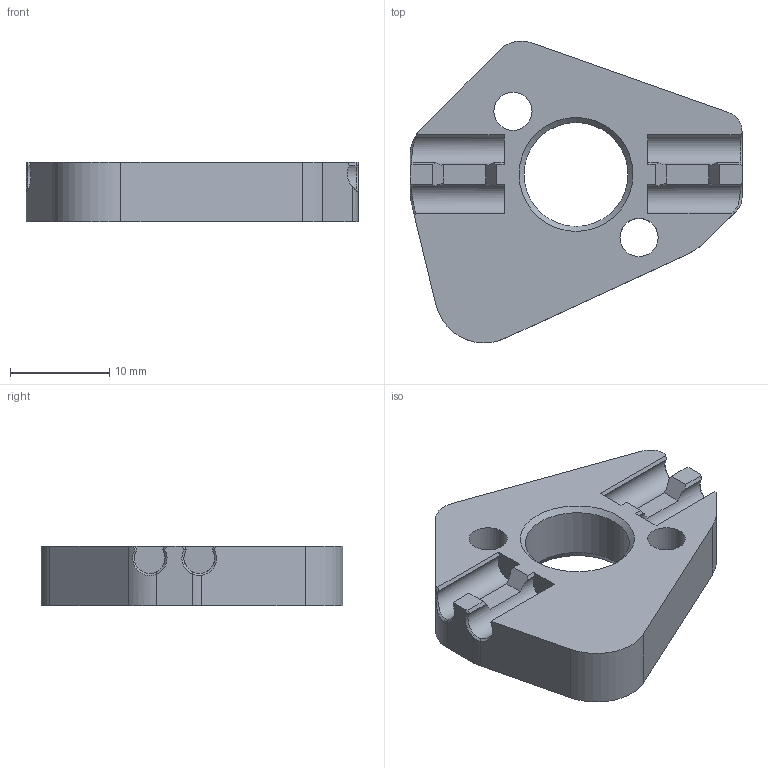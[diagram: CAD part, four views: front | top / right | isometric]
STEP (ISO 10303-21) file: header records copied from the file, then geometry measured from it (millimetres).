
FILE_DESCRIPTION(/* description */ (''),/* implementation_level */ '2;1');
FILE_NAME(/* name */ 'ZCarriage_WS8.step',/* time_stamp */ '2023-04-29T20:46:42+01:00',/* author */ (''),/* organization */ (''),/* preprocessor_version */ 'ST-DEVELOPER v19.2',/* originating_system */ 'Autodesk Translation Framework v12.4.0.73',/* authorisation */ '');
FILE_SCHEMA (('AUTOMOTIVE_DESIGN { 1 0 10303 214 3 1 1 }'));
Length unit declared in the file: millimetre
Products named in the file (1): ZCarriage_WS8
Bounding box: 33.5 x 30.46 x 6 mm (x, y, z)
Volume: 3277.6 mm3; surface area: 2259.2 mm2
Topology: 1 solids, 1 shells, 70 faces, 194 edges, 126 vertices
Faces by surface type: plane 40, cylinder 14, bspline 10, cone 6
Full cylindrical faces by diameter (mm): 3.85 x2, 10.5 x1
Entity records: 3121 total; most frequent: CARTESIAN_POINT 1296, ORIENTED_EDGE 388, DIRECTION 351, EDGE_CURVE 194, VERTEX_POINT 126, LINE 121, VECTOR 121, AXIS2_PLACEMENT_3D 115
